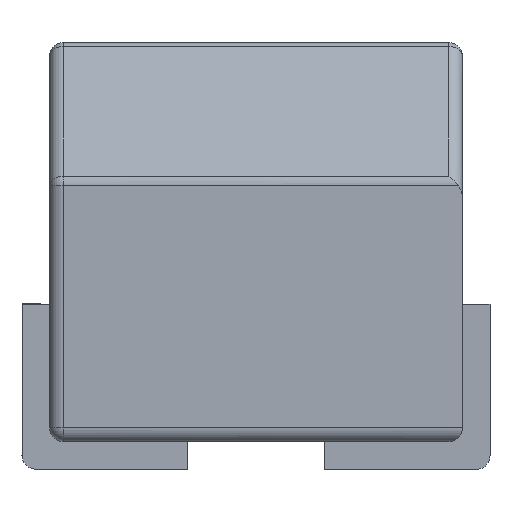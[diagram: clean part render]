
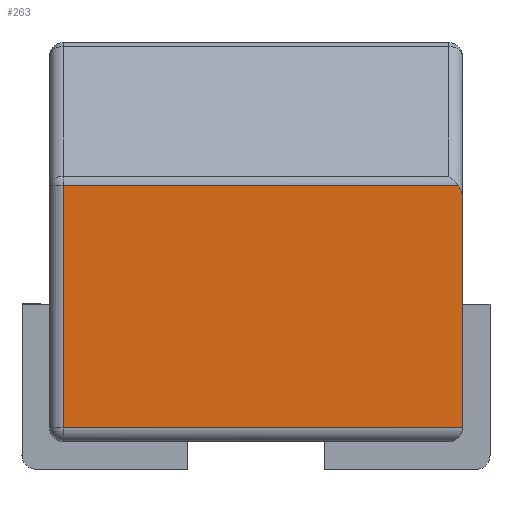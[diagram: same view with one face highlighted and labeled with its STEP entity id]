
A CAD part, left-side view. The second image highlights one B-rep face of the part: STEP entity #263.
In plain terms, the highlighted face is planar.
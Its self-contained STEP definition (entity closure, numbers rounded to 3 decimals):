
#263=ADVANCED_FACE('',(#530),#532,.T.);
#530=FACE_BOUND('',#531,.T.);
#531=EDGE_LOOP('',(#798,#799,#800,#801,#802));
#532=PLANE('',#533);
#533=AXIS2_PLACEMENT_3D('',#534,#535,#536);
#534=CARTESIAN_POINT('',(1.,-3.,0.));
#535=DIRECTION('',(1.,0.,0.));
#536=DIRECTION('',(0.,1.,0.));
#798=ORIENTED_EDGE('',*,*,#958,.T.);
#799=ORIENTED_EDGE('',*,*,#959,.T.);
#800=ORIENTED_EDGE('',*,*,#960,.F.);
#801=ORIENTED_EDGE('',*,*,#961,.F.);
#802=ORIENTED_EDGE('',*,*,#962,.F.);
#958=EDGE_CURVE('',#1047,#1048,#1049,.T.);
#959=EDGE_CURVE('',#1048,#1050,#1051,.T.);
#960=EDGE_CURVE('',#1052,#1050,#1053,.F.);
#961=EDGE_CURVE('',#1054,#1052,#1055,.T.);
#962=EDGE_CURVE('',#1047,#1054,#1056,.T.);
#1047=VERTEX_POINT('',#1190);
#1048=VERTEX_POINT('',#1191);
#1049=LINE('',#1192,#1193);
#1050=VERTEX_POINT('',#1195);
#1051=LINE('',#1196,#1197);
#1052=VERTEX_POINT('',#1199);
#1053=(BOUNDED_CURVE()B_SPLINE_CURVE(3,
(#1200,#1201,#1202,#1203),
.UNSPECIFIED.,.F.,.F.)B_SPLINE_CURVE_WITH_KNOTS((4,4),
(0.,1.),
.UNSPECIFIED.)CURVE()GEOMETRIC_REPRESENTATION_ITEM()RATIONAL_B_SPLINE_CURVE((1.,
0.949,0.949,1.))REPRESENTATION_ITEM(''));
#1054=VERTEX_POINT('',#1204);
#1055=LINE('',#1205,#1206);
#1056=LINE('',#1208,#1209);
#1190=CARTESIAN_POINT('',(1.,-2.9,0.1));
#1191=CARTESIAN_POINT('',(1.,0.,0.1));
#1192=CARTESIAN_POINT('',(1.,-2.9,0.1));
#1193=VECTOR('',#1194,1.);
#1194=DIRECTION('',(0.,1.,0.));
#1195=CARTESIAN_POINT('',(1.,0.,1.759));
#1196=CARTESIAN_POINT('',(1.,0.,0.1));
#1197=VECTOR('',#1198,1.);
#1198=DIRECTION('',(0.,0.,1.));
#1199=CARTESIAN_POINT('',(1.,-0.029,1.859));
#1200=CARTESIAN_POINT('',(1.,0.,1.759));
#1201=CARTESIAN_POINT('',(1.,0.,1.797));
#1202=CARTESIAN_POINT('',(1.,-0.01,1.832));
#1203=CARTESIAN_POINT('',(1.,-0.029,1.859));
#1204=CARTESIAN_POINT('',(1.,-2.9,1.859));
#1205=CARTESIAN_POINT('',(1.,-2.9,1.859));
#1206=VECTOR('',#1207,1.);
#1207=DIRECTION('',(0.,1.,0.));
#1208=CARTESIAN_POINT('',(1.,-2.9,0.1));
#1209=VECTOR('',#1210,1.);
#1210=DIRECTION('',(0.,0.,1.));
